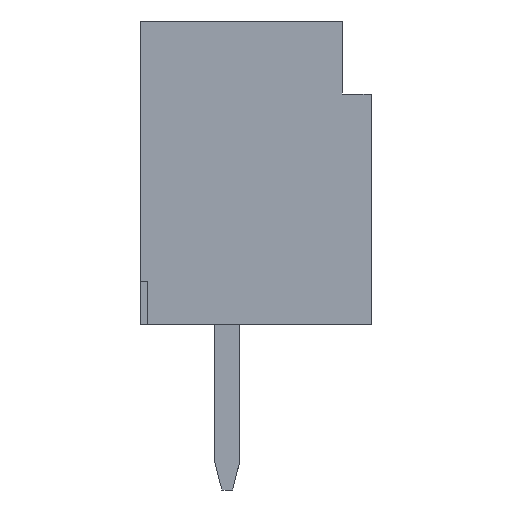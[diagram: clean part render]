
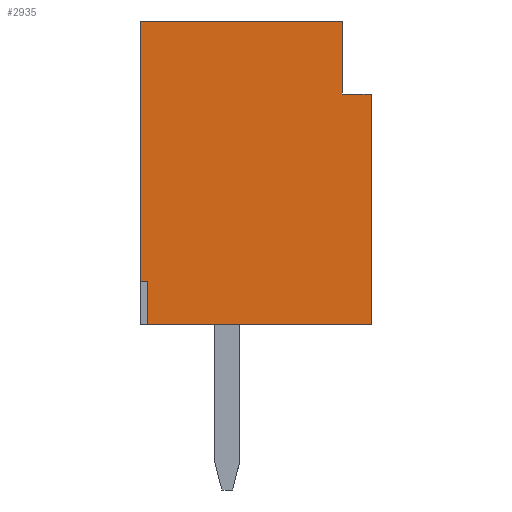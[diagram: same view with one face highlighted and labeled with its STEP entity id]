
A CAD part, left-side view. The second image highlights one B-rep face of the part: STEP entity #2935.
In plain terms, the highlighted planar face has unit normal (-1, 0, 0).
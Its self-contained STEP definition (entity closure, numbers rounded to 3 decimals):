
#298=ORIENTED_EDGE('',*,*,#1124,.F.);
#299=ORIENTED_EDGE('',*,*,#1125,.F.);
#300=ORIENTED_EDGE('',*,*,#1019,.T.);
#301=ORIENTED_EDGE('',*,*,#1099,.T.);
#302=ORIENTED_EDGE('',*,*,#1126,.F.);
#303=ORIENTED_EDGE('',*,*,#1127,.F.);
#304=ORIENTED_EDGE('',*,*,#1084,.T.);
#305=ORIENTED_EDGE('',*,*,#926,.T.);
#926=EDGE_CURVE('',#1350,#1349,#1627,.T.);
#1019=EDGE_CURVE('',#1436,#1435,#1720,.T.);
#1084=EDGE_CURVE('',#1499,#1350,#1785,.T.);
#1099=EDGE_CURVE('',#1435,#1513,#1800,.T.);
#1124=EDGE_CURVE('',#1529,#1349,#1825,.T.);
#1125=EDGE_CURVE('',#1436,#1529,#1826,.T.);
#1126=EDGE_CURVE('',#1530,#1513,#1827,.T.);
#1127=EDGE_CURVE('',#1499,#1530,#1828,.T.);
#1349=VERTEX_POINT('',#4053);
#1350=VERTEX_POINT('',#4055);
#1435=VERTEX_POINT('',#4240);
#1436=VERTEX_POINT('',#4242);
#1499=VERTEX_POINT('',#4372);
#1513=VERTEX_POINT('',#4401);
#1529=VERTEX_POINT('',#4445);
#1530=VERTEX_POINT('',#4448);
#1627=LINE('',#4054,#2050);
#1720=LINE('',#4241,#2143);
#1785=LINE('',#4371,#2208);
#1800=LINE('',#4402,#2223);
#1825=LINE('',#4444,#2248);
#1826=LINE('',#4446,#2249);
#1827=LINE('',#4447,#2250);
#1828=LINE('',#4449,#2251);
#2050=VECTOR('',#3288,1000.);
#2143=VECTOR('',#3397,1000.);
#2208=VECTOR('',#3466,1000.);
#2223=VECTOR('',#3483,1000.);
#2248=VECTOR('',#3512,1000.);
#2249=VECTOR('',#3513,1000.);
#2250=VECTOR('',#3514,1000.);
#2251=VECTOR('',#3515,1000.);
#2472=EDGE_LOOP('',(#298,#299,#300,#301,#302,#303,#304,#305));
#2637=FACE_BOUND('',#2472,.T.);
#2786=PLANE('',#3111);
#2935=ADVANCED_FACE('',(#2637),#2786,.T.);
#3111=AXIS2_PLACEMENT_3D('',#4443,#3510,#3511);
#3288=DIRECTION('',(0.,0.,-1.));
#3397=DIRECTION('',(0.,-1.,0.));
#3466=DIRECTION('',(0.,1.,0.));
#3483=DIRECTION('',(0.,0.,1.));
#3510=DIRECTION('',(-1.,0.,0.));
#3511=DIRECTION('',(0.,0.,1.));
#3512=DIRECTION('',(0.,1.,0.));
#3513=DIRECTION('',(0.,0.,1.));
#3514=DIRECTION('',(0.,-1.,0.));
#3515=DIRECTION('',(0.,0.,-1.));
#4053=CARTESIAN_POINT('',(-4.625,1.6,-1.5));
#4054=CARTESIAN_POINT('',(-4.625,1.6,2.1));
#4055=CARTESIAN_POINT('',(-4.625,1.6,2.1));
#4240=CARTESIAN_POINT('',(-4.625,-1.6,-2.1));
#4241=CARTESIAN_POINT('',(-4.625,1.6,-2.1));
#4242=CARTESIAN_POINT('',(-4.625,1.5,-2.1));
#4371=CARTESIAN_POINT('',(-4.625,-1.6,2.1));
#4372=CARTESIAN_POINT('',(-4.625,-1.2,2.1));
#4401=CARTESIAN_POINT('',(-4.625,-1.6,1.1));
#4402=CARTESIAN_POINT('',(-4.625,-1.6,-2.1));
#4443=CARTESIAN_POINT('',(-4.625,0.,0.));
#4444=CARTESIAN_POINT('',(-4.625,1.5,-1.5));
#4445=CARTESIAN_POINT('',(-4.625,1.5,-1.5));
#4446=CARTESIAN_POINT('',(-4.625,1.5,-2.1));
#4447=CARTESIAN_POINT('',(-4.625,-1.2,1.1));
#4448=CARTESIAN_POINT('',(-4.625,-1.2,1.1));
#4449=CARTESIAN_POINT('',(-4.625,-1.2,2.1));
